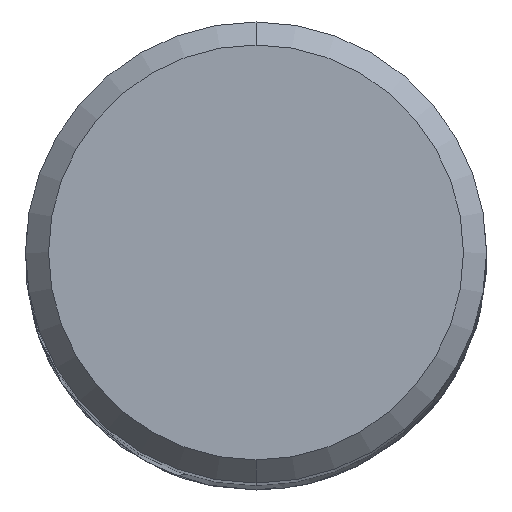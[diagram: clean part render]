
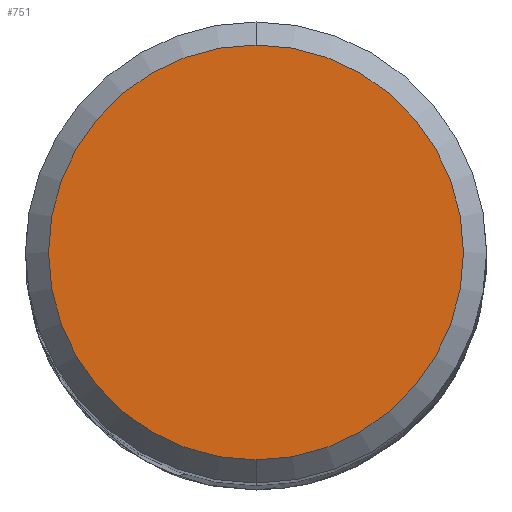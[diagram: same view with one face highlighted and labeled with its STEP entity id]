
A CAD part, top view. The second image highlights one B-rep face of the part: STEP entity #751.
In plain terms, the highlighted planar face has unit normal (0, 0, 1).
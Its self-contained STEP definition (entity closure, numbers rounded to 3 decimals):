
#531=EDGE_CURVE('',#715,#533,#1451,.T.);
#533=VERTEX_POINT('',#1453);
#715=VERTEX_POINT('',#1659);
#751=ADVANCED_FACE('',(#1699),#1700,.T.);
#1361=EDGE_CURVE('',#533,#715,#2358,.T.);
#1451=CIRCLE('',#2792,7.2);
#1453=CARTESIAN_POINT('',(0.0,7.2,0.0));
#1659=CARTESIAN_POINT('',(0.,-7.2,0.0));
#1699=FACE_OUTER_BOUND('',#5674,.T.);
#1700=PLANE('',#5675);
#2358=CIRCLE('',#13571,7.2);
#2792=AXIS2_PLACEMENT_3D('',#13814,#13815,#13816);
#5674=EDGE_LOOP('',(#14170,#14171));
#5675=AXIS2_PLACEMENT_3D('',#14172,#14173,#14174);
#13571=AXIS2_PLACEMENT_3D('',#14743,#14744,#14745);
#13814=CARTESIAN_POINT('',(0.0,0.0,0.0));
#13815=DIRECTION('',(0.0,0.0,-1.0));
#13816=DIRECTION('',(0.0,1.0,0.0));
#14170=ORIENTED_EDGE('',*,*,#1361,.F.);
#14171=ORIENTED_EDGE('',*,*,#531,.F.);
#14172=CARTESIAN_POINT('',(0.0,3.6,0.0));
#14173=DIRECTION('',(-0.0,0.0,1.0));
#14174=DIRECTION('',(0.0,-1.0,0.0));
#14743=CARTESIAN_POINT('',(0.0,0.0,0.0));
#14744=DIRECTION('',(0.0,0.0,-1.0));
#14745=DIRECTION('',(0.0,1.0,0.0));
